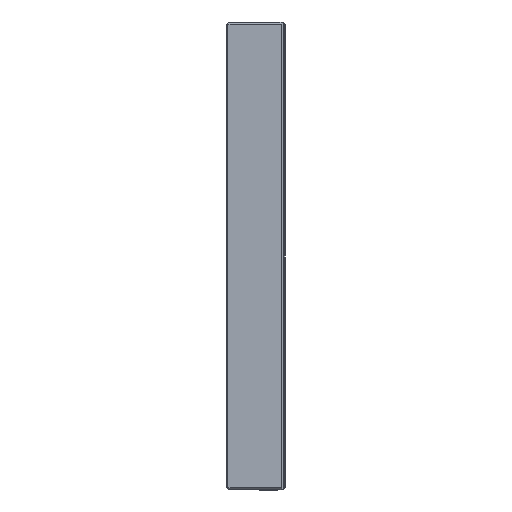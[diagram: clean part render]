
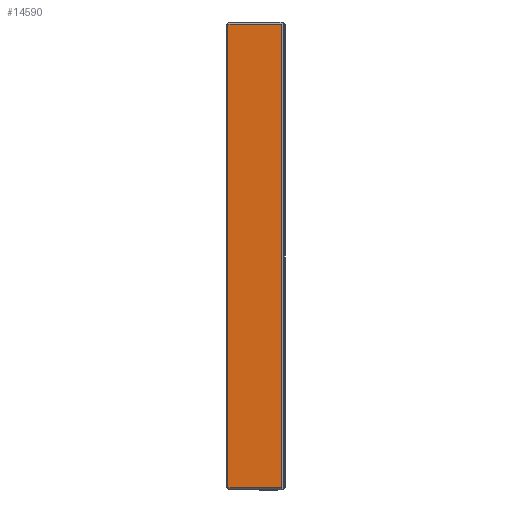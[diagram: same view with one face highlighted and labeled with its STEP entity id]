
A CAD part, left-side view. The second image highlights one B-rep face of the part: STEP entity #14590.
In plain terms, the highlighted planar face has unit normal (-1, 0, 0).
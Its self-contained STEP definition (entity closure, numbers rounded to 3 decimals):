
#2246 = PLANE ( 'NONE',  #4938 ) ;
#2248 = CARTESIAN_POINT ( 'NONE',  ( -15., 11.2, 47.5 ) ) ;
#2252 = FACE_OUTER_BOUND ( 'NONE', #8047, .T. ) ;
#2254 = DIRECTION ( 'NONE',  ( 1., 0., 0. ) ) ;
#2255 = DIRECTION ( 'NONE',  ( 0., 1., 0. ) ) ;
#4938 = AXIS2_PLACEMENT_3D ( 'NONE', #2248, #2254, #2255 ) ;
#7720 = LINE ( 'NONE', #7745, #16901 ) ;
#7742 = LINE ( 'NONE', #7743, #16899 ) ;
#7743 = CARTESIAN_POINT ( 'NONE',  ( -15., 11.2, 47.15 ) ) ;
#7744 = DIRECTION ( 'NONE',  ( 0., 1., 0. ) ) ;
#7745 = CARTESIAN_POINT ( 'NONE',  ( -15., 0.3, 47.5 ) ) ;
#7746 = DIRECTION ( 'NONE',  ( 0., 0., -1. ) ) ;
#7747 = LINE ( 'NONE', #7748, #16897 ) ;
#7748 = CARTESIAN_POINT ( 'NONE',  ( -15., 11.2, -47.15 ) ) ;
#7749 = DIRECTION ( 'NONE',  ( 0., -1., 0. ) ) ;
#8047 = EDGE_LOOP ( 'NONE', ( #12346, #12347, #12348, #12349 ) ) ;
#9086 = VERTEX_POINT ( 'NONE', #21638 ) ;
#11140 = CARTESIAN_POINT ( 'NONE',  ( -15., 11.2, -47.15 ) ) ;
#11152 = CARTESIAN_POINT ( 'NONE',  ( -15., 0.3, 47.15 ) ) ;
#11155 = CARTESIAN_POINT ( 'NONE',  ( -15., 0.3, -47.15 ) ) ;
#12346 = ORIENTED_EDGE ( 'NONE', *, *, #14104, .T. ) ;
#12347 = ORIENTED_EDGE ( 'NONE', *, *, #14101, .T. ) ;
#12348 = ORIENTED_EDGE ( 'NONE', *, *, #14100, .F. ) ;
#12349 = ORIENTED_EDGE ( 'NONE', *, *, #14099, .T. ) ;
#12500 = LINE ( 'NONE', #12501, #16894 ) ;
#12501 = CARTESIAN_POINT ( 'NONE',  ( -15., 11.2, 47.5 ) ) ;
#12502 = DIRECTION ( 'NONE',  ( 0., 0., -1. ) ) ;
#14099 = EDGE_CURVE ( 'NONE', #15298, #9086, #7742, .T. ) ;
#14100 = EDGE_CURVE ( 'NONE', #15298, #15302, #7720, .T. ) ;
#14101 = EDGE_CURVE ( 'NONE', #15297, #15302, #7747, .T. ) ;
#14104 = EDGE_CURVE ( 'NONE', #9086, #15297, #12500, .T. ) ;
#14590 = ADVANCED_FACE ( 'NONE', ( #2252 ), #2246, .F. ) ;
#15297 = VERTEX_POINT ( 'NONE', #11140 ) ;
#15298 = VERTEX_POINT ( 'NONE', #11152 ) ;
#15302 = VERTEX_POINT ( 'NONE', #11155 ) ;
#16894 = VECTOR ( 'NONE', #12502, 1000. ) ;
#16897 = VECTOR ( 'NONE', #7749, 1000. ) ;
#16899 = VECTOR ( 'NONE', #7744, 1000. ) ;
#16901 = VECTOR ( 'NONE', #7746, 1000. ) ;
#21638 = CARTESIAN_POINT ( 'NONE',  ( -15., 11.2, 47.15 ) ) ;
